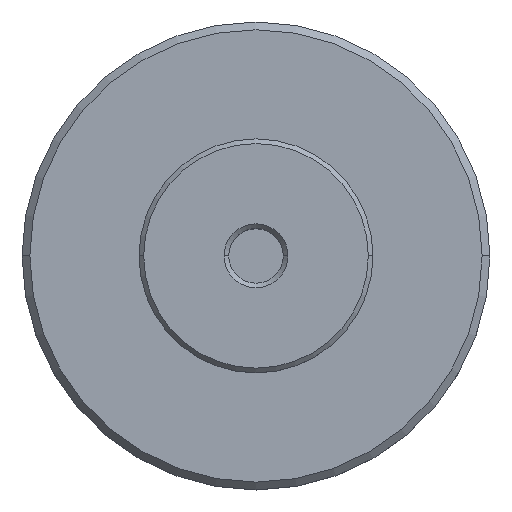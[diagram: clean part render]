
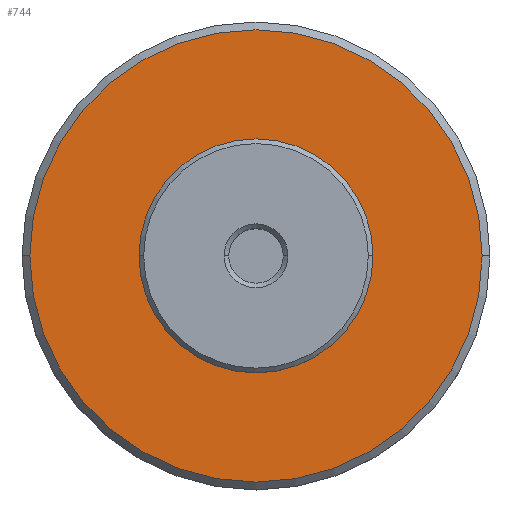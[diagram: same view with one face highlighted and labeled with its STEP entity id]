
A CAD part, top view. The second image highlights one B-rep face of the part: STEP entity #744.
In plain terms, the highlighted planar face has unit normal (0, 0, 1).
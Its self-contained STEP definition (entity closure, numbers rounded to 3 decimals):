
#34 = CIRCLE ( 'NONE', #635, 4.483 ) ;
#39 = AXIS2_PLACEMENT_3D ( 'NONE', #1073, #102, #1246 ) ;
#102 = DIRECTION ( 'NONE',  ( 0., 0., 1. ) ) ;
#150 = EDGE_LOOP ( 'NONE', ( #1988, #1310 ) ) ;
#170 = VERTEX_POINT ( 'NONE', #864 ) ;
#358 = CIRCLE ( 'NONE', #39, 4.483 ) ;
#434 = PLANE ( 'NONE',  #1223 ) ;
#440 = FACE_OUTER_BOUND ( 'NONE', #150, .T. ) ;
#454 = VERTEX_POINT ( 'NONE', #1919 ) ;
#515 = CIRCLE ( 'NONE', #1286, 14.5 ) ;
#635 = AXIS2_PLACEMENT_3D ( 'NONE', #1640, #673, #1796 ) ;
#637 = ORIENTED_EDGE ( 'NONE', *, *, #1801, .F. ) ;
#673 = DIRECTION ( 'NONE',  ( 0., 0., 1. ) ) ;
#680 = CARTESIAN_POINT ( 'NONE',  ( 0., 0., 12.75 ) ) ;
#681 = CARTESIAN_POINT ( 'NONE',  ( -14.5, 0., 12.75 ) ) ;
#714 = EDGE_LOOP ( 'NONE', ( #915, #637 ) ) ;
#724 = EDGE_CURVE ( 'NONE', #1875, #1590, #927, .T. ) ;
#744 = ADVANCED_FACE ( 'NONE', ( #440, #1732 ), #434, .F. ) ;
#791 = AXIS2_PLACEMENT_3D ( 'NONE', #923, #2053, #1075 ) ;
#838 = DIRECTION ( 'NONE',  ( -1., 0., 0. ) ) ;
#864 = CARTESIAN_POINT ( 'NONE',  ( 0., -4.483, 12.75 ) ) ;
#915 = ORIENTED_EDGE ( 'NONE', *, *, #1643, .F. ) ;
#923 = CARTESIAN_POINT ( 'NONE',  ( 0., 0., 12.75 ) ) ;
#927 = CIRCLE ( 'NONE', #791, 14.5 ) ;
#968 = EDGE_CURVE ( 'NONE', #1590, #1875, #515, .T. ) ;
#1073 = CARTESIAN_POINT ( 'NONE',  ( 0., 0., 12.75 ) ) ;
#1075 = DIRECTION ( 'NONE',  ( -1., 0., 0. ) ) ;
#1089 = CARTESIAN_POINT ( 'NONE',  ( 14.5, 0., 12.75 ) ) ;
#1223 = AXIS2_PLACEMENT_3D ( 'NONE', #1249, #1876, #1581 ) ;
#1246 = DIRECTION ( 'NONE',  ( 0., 1., 0. ) ) ;
#1249 = CARTESIAN_POINT ( 'NONE',  ( 14.674, -14.674, 12.75 ) ) ;
#1286 = AXIS2_PLACEMENT_3D ( 'NONE', #680, #1803, #838 ) ;
#1310 = ORIENTED_EDGE ( 'NONE', *, *, #724, .T. ) ;
#1581 = DIRECTION ( 'NONE',  ( -1., 0., 0. ) ) ;
#1590 = VERTEX_POINT ( 'NONE', #681 ) ;
#1640 = CARTESIAN_POINT ( 'NONE',  ( 0., 0., 12.75 ) ) ;
#1643 = EDGE_CURVE ( 'NONE', #454, #170, #34, .T. ) ;
#1732 = FACE_BOUND ( 'NONE', #714, .T. ) ;
#1796 = DIRECTION ( 'NONE',  ( 0., 1., 0. ) ) ;
#1801 = EDGE_CURVE ( 'NONE', #170, #454, #358, .T. ) ;
#1803 = DIRECTION ( 'NONE',  ( 0., 0., 1. ) ) ;
#1875 = VERTEX_POINT ( 'NONE', #1089 ) ;
#1876 = DIRECTION ( 'NONE',  ( 0., 0., -1. ) ) ;
#1919 = CARTESIAN_POINT ( 'NONE',  ( 0., 4.483, 12.75 ) ) ;
#1988 = ORIENTED_EDGE ( 'NONE', *, *, #968, .T. ) ;
#2053 = DIRECTION ( 'NONE',  ( 0., 0., 1. ) ) ;
